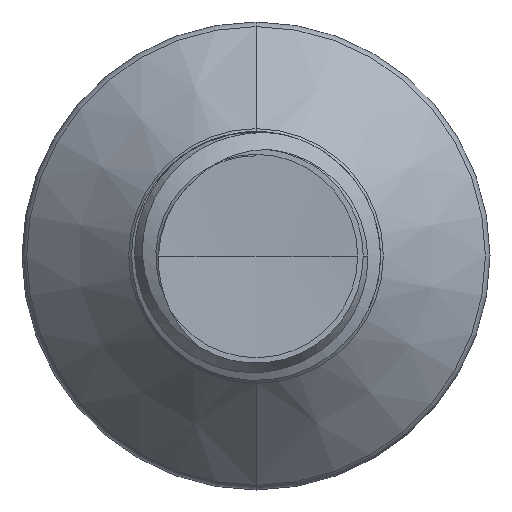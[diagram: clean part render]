
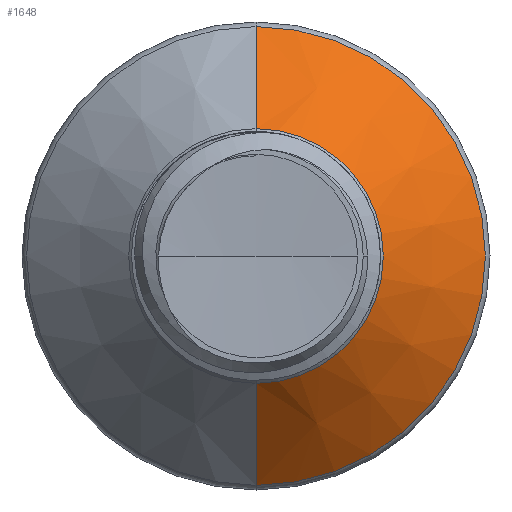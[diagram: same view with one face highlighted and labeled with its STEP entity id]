
A CAD part, front view. The second image highlights one B-rep face of the part: STEP entity #1648.
In plain terms, the highlighted conical face has half-angle 45 degrees and reference radius 1.278 mm.
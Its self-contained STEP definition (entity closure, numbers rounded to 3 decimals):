
#1303 = AXIS2_PLACEMENT_3D ( 'NONE', #7047, #8696, #7063 ) ;
#1608 = DIRECTION ( 'NONE',  ( 0., 0.707, -0.707 ) ) ;
#1648 = ADVANCED_FACE ( 'NONE', ( #9311 ), #13685, .T. ) ;
#2357 = CIRCLE ( 'NONE', #12313, 2.303 ) ;
#3622 = VECTOR ( 'NONE', #1608, 1000. ) ;
#3672 = ORIENTED_EDGE ( 'NONE', *, *, #4167, .F. ) ;
#4167 = EDGE_CURVE ( 'NONE', #4799, #6158, #11989, .T. ) ;
#4192 = CARTESIAN_POINT ( 'NONE',  ( 0., 4.339, 2.303 ) ) ;
#4717 = CIRCLE ( 'NONE', #7964, 1.278 ) ;
#4799 = VERTEX_POINT ( 'NONE', #9847 ) ;
#5491 = EDGE_CURVE ( 'NONE', #4799, #8328, #4717, .T. ) ;
#5653 = ORIENTED_EDGE ( 'NONE', *, *, #8126, .F. ) ;
#6158 = VERTEX_POINT ( 'NONE', #4192 ) ;
#6396 = DIRECTION ( 'NONE',  ( 0., 1., 0. ) ) ;
#6746 = DIRECTION ( 'NONE',  ( 0., 0., 1. ) ) ;
#6760 = DIRECTION ( 'NONE',  ( 0., 1., 0. ) ) ;
#6779 = CARTESIAN_POINT ( 'NONE',  ( 0., 3.314, 0. ) ) ;
#7047 = CARTESIAN_POINT ( 'NONE',  ( 0., 3.314, 0. ) ) ;
#7063 = DIRECTION ( 'NONE',  ( 0., 0., 1. ) ) ;
#7472 = ORIENTED_EDGE ( 'NONE', *, *, #13158, .T. ) ;
#7964 = AXIS2_PLACEMENT_3D ( 'NONE', #6779, #6760, #6746 ) ;
#8126 = EDGE_CURVE ( 'NONE', #6158, #8502, #2357, .T. ) ;
#8291 = CARTESIAN_POINT ( 'NONE',  ( 0., 3.314, -1.278 ) ) ;
#8328 = VERTEX_POINT ( 'NONE', #10877 ) ;
#8502 = VERTEX_POINT ( 'NONE', #9997 ) ;
#8696 = DIRECTION ( 'NONE',  ( 0., 1., 0. ) ) ;
#9311 = FACE_OUTER_BOUND ( 'NONE', #11709, .T. ) ;
#9637 = VECTOR ( 'NONE', #13119, 1000. ) ;
#9847 = CARTESIAN_POINT ( 'NONE',  ( 0., 3.314, 1.278 ) ) ;
#9997 = CARTESIAN_POINT ( 'NONE',  ( 0., 4.339, -2.303 ) ) ;
#10877 = CARTESIAN_POINT ( 'NONE',  ( 0., 3.314, -1.278 ) ) ;
#11709 = EDGE_LOOP ( 'NONE', ( #12628, #7472, #5653, #3672 ) ) ;
#11989 = LINE ( 'NONE', #13199, #9637 ) ;
#12131 = LINE ( 'NONE', #8291, #3622 ) ;
#12313 = AXIS2_PLACEMENT_3D ( 'NONE', #12608, #6396, #13601 ) ;
#12608 = CARTESIAN_POINT ( 'NONE',  ( 0., 4.339, 0. ) ) ;
#12628 = ORIENTED_EDGE ( 'NONE', *, *, #5491, .T. ) ;
#13119 = DIRECTION ( 'NONE',  ( 0., 0.707, 0.707 ) ) ;
#13158 = EDGE_CURVE ( 'NONE', #8328, #8502, #12131, .T. ) ;
#13199 = CARTESIAN_POINT ( 'NONE',  ( 0., 3.314, 1.278 ) ) ;
#13601 = DIRECTION ( 'NONE',  ( 0., 0., 1. ) ) ;
#13685 = CONICAL_SURFACE ( 'NONE', #1303, 1.278, 0.785 ) ;
